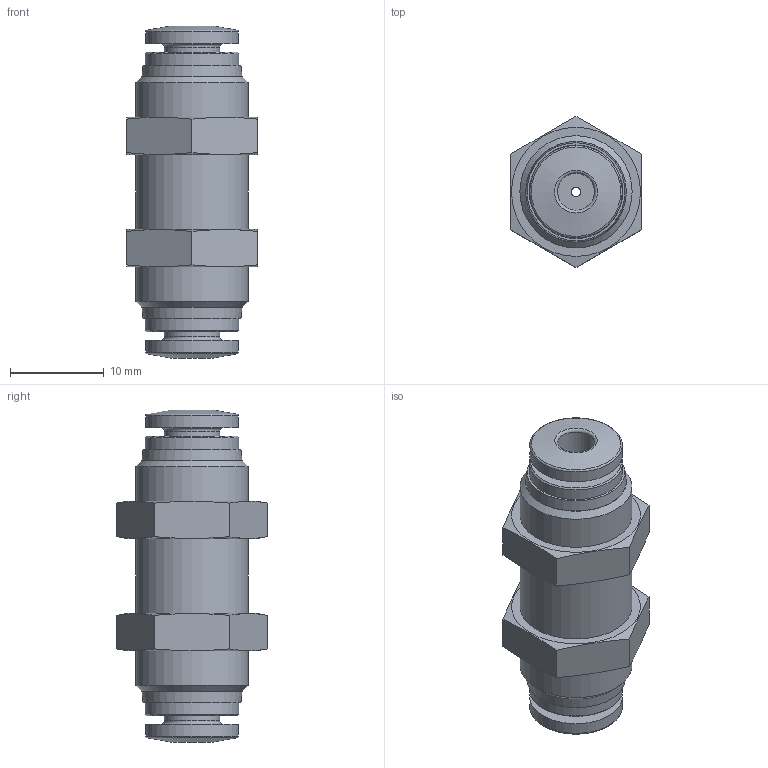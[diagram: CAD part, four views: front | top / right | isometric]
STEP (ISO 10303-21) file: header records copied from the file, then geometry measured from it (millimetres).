
FILE_DESCRIPTION(/* description */ ('STEP AP214'),/* implementation_level */ '2;1');
FILE_NAME(/* name */ '564748_QBS-5_32T-U',/* time_stamp */ '2024-09-14T04:16:15+02:00',/* author */ ('License CC BY-ND 4.0'),/* organization */ ('CADENAS'),/* preprocessor_version */ 'ST-DEVELOPER v19.3',/* originating_system */ 'PARTsolutions',/* authorisation */ ' ');
FILE_SCHEMA (('AUTOMOTIVE_DESIGN {1 0 10303 214 3 1 1}'));
Length unit declared in the file: millimetre
Products named in the file (3): 564748 QBS-5/32T-U; 564748 QBS-5/32T-U-1; Flachmutter M12X1-4-14
Assembly tree (3 placements, depth 2):
  564748 QBS-5/32T-U
    564748 QBS-5/32T-U-1
    Flachmutter M12X1-4-14  x2
Bounding box: 14 x 16.17 x 35.5 mm (x, y, z)
Volume: 3733.7 mm3; surface area: 2886.9 mm2
Topology: 3 solids, 3 shells, 60 faces, 121 edges, 75 vertices
Faces by surface type: plane 26, cone 16, cylinder 12, torus 6
Full cylindrical faces by diameter (mm): 1 x1, 3.968 x2, 5.968 x2, 9.9 x2, 10 x2, 10.917 x2, 12 x1
Entity records: 1359 total; most frequent: CARTESIAN_POINT 209, DIRECTION 188, ORIENTED_EDGE 116, AXIS2_PLACEMENT_3D 91, EDGE_LOOP 88, FACE_BOUND 88, EDGE_CURVE 58, VERTEX_POINT 52
